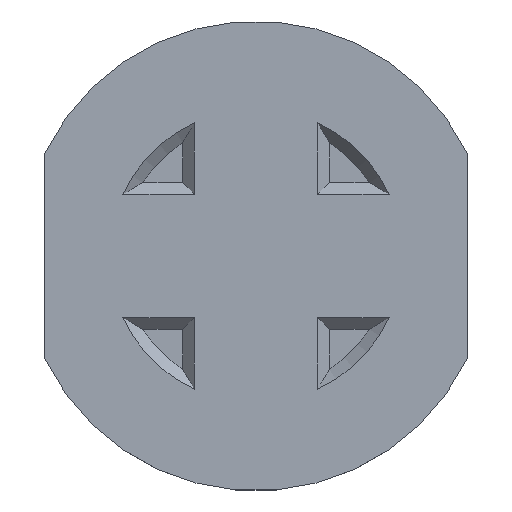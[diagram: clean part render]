
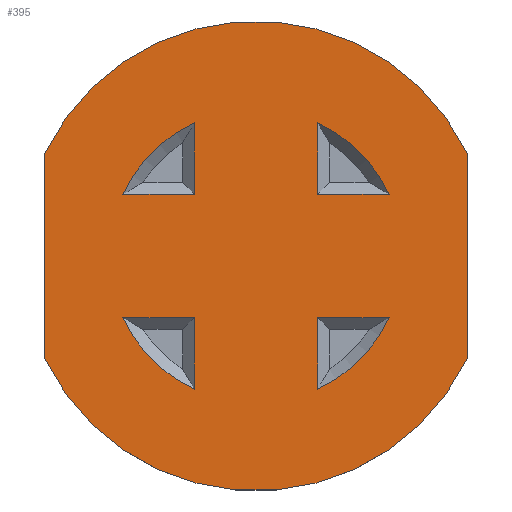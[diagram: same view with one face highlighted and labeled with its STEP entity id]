
A CAD part, top view. The second image highlights one B-rep face of the part: STEP entity #395.
In plain terms, the highlighted planar face has unit normal (0, 0, 1).
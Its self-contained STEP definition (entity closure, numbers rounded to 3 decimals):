
#15=FACE_BOUND('',#139,.T.);
#16=FACE_BOUND('',#140,.T.);
#17=FACE_BOUND('',#141,.T.);
#18=FACE_BOUND('',#142,.T.);
#23=LINE('',#575,#51);
#26=LINE('',#579,#54);
#28=LINE('',#590,#56);
#31=LINE('',#596,#59);
#33=LINE('',#613,#61);
#36=LINE('',#619,#64);
#38=LINE('',#644,#66);
#41=LINE('',#648,#69);
#43=LINE('',#659,#71);
#47=LINE('',#686,#75);
#51=VECTOR('',#462,10.);
#54=VECTOR('',#467,10.);
#56=VECTOR('',#473,10.);
#59=VECTOR('',#478,10.);
#61=VECTOR('',#490,10.);
#64=VECTOR('',#495,10.);
#66=VECTOR('',#513,10.);
#69=VECTOR('',#518,10.);
#71=VECTOR('',#524,10.);
#75=VECTOR('',#542,10.);
#92=PLANE('',#445);
#114=FACE_OUTER_BOUND('',#138,.T.);
#138=EDGE_LOOP('',(#345,#346,#347,#348));
#139=EDGE_LOOP('',(#349,#350,#351));
#140=EDGE_LOOP('',(#352,#353,#354));
#141=EDGE_LOOP('',(#355,#356,#357));
#142=EDGE_LOOP('',(#358,#359,#360));
#159=CIRCLE('',#415,5.);
#161=CIRCLE('',#423,5.);
#163=CIRCLE('',#429,5.);
#165=CIRCLE('',#433,5.);
#169=CIRCLE('',#443,8.);
#170=CIRCLE('',#446,8.);
#174=VERTEX_POINT('',#562);
#175=VERTEX_POINT('',#566);
#177=VERTEX_POINT('',#574);
#180=VERTEX_POINT('',#585);
#181=VERTEX_POINT('',#589);
#183=VERTEX_POINT('',#595);
#186=VERTEX_POINT('',#608);
#187=VERTEX_POINT('',#612);
#189=VERTEX_POINT('',#618);
#192=VERTEX_POINT('',#631);
#193=VERTEX_POINT('',#635);
#195=VERTEX_POINT('',#643);
#198=VERTEX_POINT('',#656);
#199=VERTEX_POINT('',#658);
#205=VERTEX_POINT('',#681);
#206=VERTEX_POINT('',#685);
#210=EDGE_CURVE('',#175,#174,#159,.T.);
#213=EDGE_CURVE('',#177,#175,#23,.T.);
#216=EDGE_CURVE('',#174,#177,#26,.T.);
#219=EDGE_CURVE('',#181,#180,#28,.T.);
#222=EDGE_CURVE('',#183,#181,#31,.T.);
#225=EDGE_CURVE('',#180,#183,#161,.T.);
#228=EDGE_CURVE('',#187,#186,#33,.T.);
#231=EDGE_CURVE('',#189,#187,#36,.T.);
#234=EDGE_CURVE('',#186,#189,#163,.T.);
#237=EDGE_CURVE('',#193,#192,#165,.T.);
#240=EDGE_CURVE('',#195,#193,#38,.T.);
#243=EDGE_CURVE('',#192,#195,#41,.T.);
#246=EDGE_CURVE('',#199,#198,#43,.T.);
#255=EDGE_CURVE('',#199,#205,#169,.T.);
#257=EDGE_CURVE('',#206,#205,#47,.T.);
#259=EDGE_CURVE('',#206,#198,#170,.T.);
#345=ORIENTED_EDGE('',*,*,#246,.T.);
#346=ORIENTED_EDGE('',*,*,#259,.F.);
#347=ORIENTED_EDGE('',*,*,#257,.T.);
#348=ORIENTED_EDGE('',*,*,#255,.F.);
#349=ORIENTED_EDGE('',*,*,#210,.T.);
#350=ORIENTED_EDGE('',*,*,#216,.T.);
#351=ORIENTED_EDGE('',*,*,#213,.T.);
#352=ORIENTED_EDGE('',*,*,#219,.T.);
#353=ORIENTED_EDGE('',*,*,#225,.T.);
#354=ORIENTED_EDGE('',*,*,#222,.T.);
#355=ORIENTED_EDGE('',*,*,#228,.T.);
#356=ORIENTED_EDGE('',*,*,#234,.T.);
#357=ORIENTED_EDGE('',*,*,#231,.T.);
#358=ORIENTED_EDGE('',*,*,#237,.T.);
#359=ORIENTED_EDGE('',*,*,#243,.T.);
#360=ORIENTED_EDGE('',*,*,#240,.T.);
#395=ADVANCED_FACE('',(#114,#15,#16,#17,#18),#92,.T.);
#415=AXIS2_PLACEMENT_3D('',#567,#457,#458);
#423=AXIS2_PLACEMENT_3D('',#602,#483,#484);
#429=AXIS2_PLACEMENT_3D('',#625,#500,#501);
#433=AXIS2_PLACEMENT_3D('',#636,#508,#509);
#443=AXIS2_PLACEMENT_3D('',#682,#537,#538);
#445=AXIS2_PLACEMENT_3D('',#688,#544,#545);
#446=AXIS2_PLACEMENT_3D('',#689,#546,#547);
#457=DIRECTION('center_axis',(0.,0.,-1.));
#458=DIRECTION('ref_axis',(0.908,0.42,0.));
#462=DIRECTION('',(0.,1.,0.));
#467=DIRECTION('',(-1.,0.,0.));
#473=DIRECTION('',(-1.,0.,0.));
#478=DIRECTION('',(0.,-1.,0.));
#483=DIRECTION('center_axis',(0.,0.,-1.));
#484=DIRECTION('ref_axis',(-0.42,0.908,0.));
#490=DIRECTION('',(1.,0.,0.));
#495=DIRECTION('',(0.,1.,0.));
#500=DIRECTION('center_axis',(0.,0.,-1.));
#501=DIRECTION('ref_axis',(0.42,-0.908,0.));
#508=DIRECTION('center_axis',(0.,0.,-1.));
#509=DIRECTION('ref_axis',(-0.908,-0.42,0.));
#513=DIRECTION('',(0.,-1.,0.));
#518=DIRECTION('',(1.,0.,0.));
#524=DIRECTION('',(0.,1.,0.));
#537=DIRECTION('center_axis',(0.,0.,-1.));
#538=DIRECTION('ref_axis',(1.,0.,0.));
#542=DIRECTION('',(0.,-1.,0.));
#544=DIRECTION('center_axis',(0.,0.,1.));
#545=DIRECTION('ref_axis',(1.,0.,0.));
#546=DIRECTION('center_axis',(0.,0.,-1.));
#547=DIRECTION('ref_axis',(1.,0.,0.));
#562=CARTESIAN_POINT('',(4.538,2.1,3.));
#566=CARTESIAN_POINT('',(2.1,4.538,3.));
#567=CARTESIAN_POINT('Origin',(0.,0.,3.));
#574=CARTESIAN_POINT('',(2.1,2.1,3.));
#575=CARTESIAN_POINT('',(2.1,2.269,3.));
#579=CARTESIAN_POINT('',(-2.95,2.1,3.));
#585=CARTESIAN_POINT('',(-4.538,2.1,3.));
#589=CARTESIAN_POINT('',(-2.1,2.1,3.));
#590=CARTESIAN_POINT('',(-6.269,2.1,3.));
#595=CARTESIAN_POINT('',(-2.1,4.538,3.));
#596=CARTESIAN_POINT('',(-2.1,1.05,3.));
#602=CARTESIAN_POINT('Origin',(0.,0.,3.));
#608=CARTESIAN_POINT('',(4.538,-2.1,3.));
#612=CARTESIAN_POINT('',(2.1,-2.1,3.));
#613=CARTESIAN_POINT('',(-1.731,-2.1,3.));
#618=CARTESIAN_POINT('',(2.1,-4.538,3.));
#619=CARTESIAN_POINT('',(2.1,-1.05,3.));
#625=CARTESIAN_POINT('Origin',(0.,0.,3.));
#631=CARTESIAN_POINT('',(-4.538,-2.1,3.));
#635=CARTESIAN_POINT('',(-2.1,-4.538,3.));
#636=CARTESIAN_POINT('Origin',(0.,0.,3.));
#643=CARTESIAN_POINT('',(-2.1,-2.1,3.));
#644=CARTESIAN_POINT('',(-2.1,-2.269,3.));
#648=CARTESIAN_POINT('',(-5.05,-2.1,3.));
#656=CARTESIAN_POINT('',(7.2,3.487,3.));
#658=CARTESIAN_POINT('',(7.2,-3.487,3.));
#659=CARTESIAN_POINT('',(7.2,0.,3.));
#681=CARTESIAN_POINT('',(-7.2,-3.487,3.));
#682=CARTESIAN_POINT('Origin',(0.,0.,3.));
#685=CARTESIAN_POINT('',(-7.2,3.487,3.));
#686=CARTESIAN_POINT('',(-7.2,0.,3.));
#688=CARTESIAN_POINT('Origin',(-8.,0.,3.));
#689=CARTESIAN_POINT('Origin',(0.,0.,3.));
